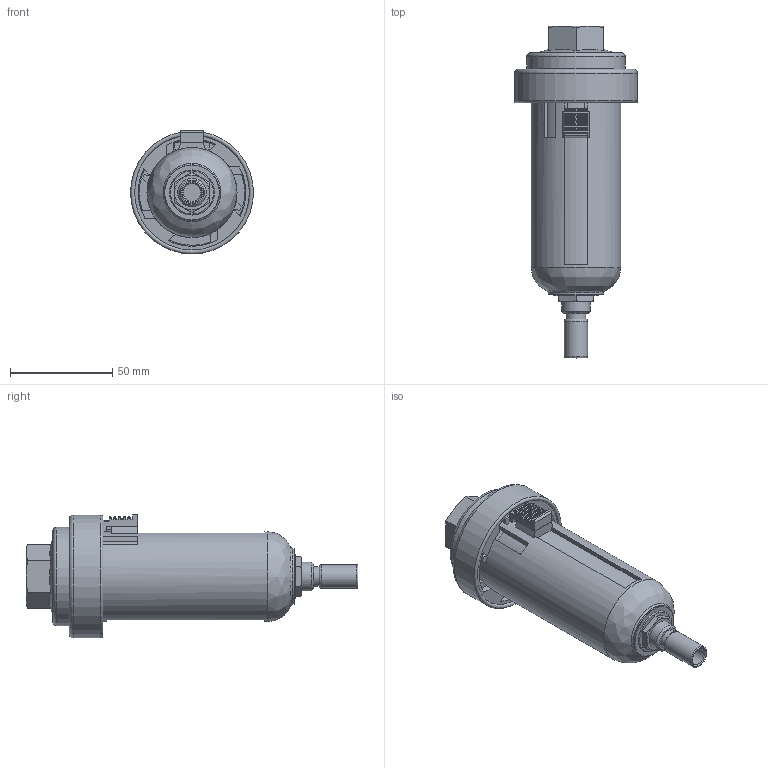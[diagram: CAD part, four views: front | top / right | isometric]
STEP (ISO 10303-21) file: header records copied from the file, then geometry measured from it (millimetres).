
FILE_DESCRIPTION( ( 'STEP AP214' ), ' ' );
FILE_NAME( '93602.E001.stp', '2017-01-20T15:51:14', ( '' ), ( '' ), ' ', 'PARTsolutions', ' ' );
FILE_SCHEMA( ( 'AUTOMOTIVE_DESIGN { 1 0 10303 214 1 1 1 1 }' ) );
Length unit declared in the file: millimetre
Products named in the file (5): 93602.E001; _93602.E001_G; _93602.E001_A; _93602.E001_RE; _93602.E001_COV
Assembly tree (4 placements, depth 2):
  93602.E001
    _93602.E001_G
    _93602.E001_A
    _93602.E001_RE
    _93602.E001_COV
Bounding box: 60 x 162 x 60.5 mm (x, y, z)
Volume: 195516.6 mm3; surface area: 38856.7 mm2
Topology: 4 solids, 4 shells, 255 faces, 654 edges, 424 vertices
Faces by surface type: plane 135, cylinder 55, torus 47, cone 17, bspline 1
Full cylindrical faces by diameter (mm): 8.566 x1, 9.728 x1, 11.3 x1, 14 x1, 18.631 x1, 25 x1, 27 x1, 37.9 x2, 41.3 x1, 41.8 x1, 42 x1, 43.4 x1, 43.8 x1, 48 x1, 60 x1
Entity records: 9865 total; most frequent: CARTESIAN_POINT 1756, DIRECTION 1240, ORIENTED_EDGE 1204, EDGE_CURVE 602, AXIS2_PLACEMENT_3D 465, VERTEX_POINT 417, EDGE_LOOP 316, LINE 310
